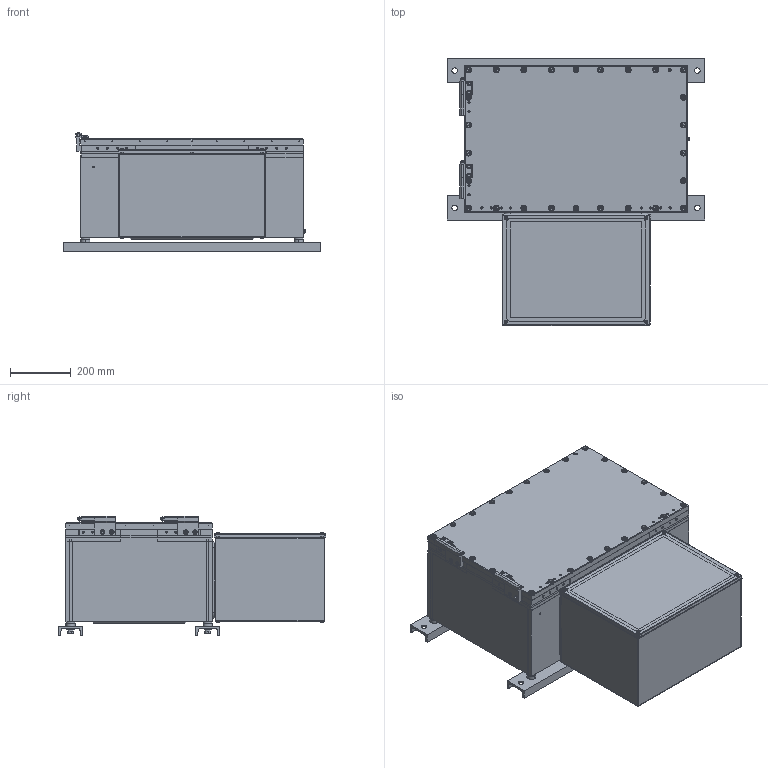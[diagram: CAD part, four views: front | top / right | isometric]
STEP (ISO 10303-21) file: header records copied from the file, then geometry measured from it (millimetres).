
FILE_DESCRIPTION (( 'STEP AP203' ), '1' );
FILE_NAME ('8264-_933-2_0_-8125-_307_B.STEP', '2014-09-15T13:39:44', ( '' ), ( '' ), 'SwSTEP 2.0', 'SolidWorks 2014', '' );
FILE_SCHEMA (( 'CONFIG_CONTROL_DESIGN' ));
Length unit declared in the file: millimetre
Products named in the file (32): 8125-_307-_; 81_257_70_04_6; 506_204_0_7; 128_M 6; 909-117484B-U80x30x846_U80x30x846; 81_257_01_05_6_30; 8264-_933-2_10_B_3d export; DIN EN ISO 1207 (DIN 84)_M6 x 10; 8264-_933-2_00 Rahmen; 8125_2756030_fuer Gehausegroesse 30; 81_259_62_10_0; ISO 4762 (DIN 912)_Standard M10 x 30; socket head cap screw_din_DIN 912 M12 x 20 --- 20N; 81_250_06_07_0_30; 125_M 12 A; 9021_6,4; 8264-_933-2_0_-8125-_307_B; 81_259_01_51_0; 127_M 12; 933_M 6 x 12; 509_642_0; 81_257_70_04_6_81_257_15_04_6; 82_649_03_26_0; 82_649_56_04_3_boden_20<Wie bearbeitet>; 509_642_0_1_montiert; 526_618_0; 82_649_05_26_0; 82_649_56_05_3; 504_778_0; 500_663_0_M 8 x 16; 82_649_04_55_0
Assembly tree (107 placements, depth 4):
  8264-_933-2_0_-8125-_307_B
    8264-_933-2_10_B_3d export
      82_649_56_04_3_boden_20<Wie bearbeitet>
      82_649_56_05_3
      82_649_04_55_0
      128_M 6  x7
      DIN EN ISO 1207 (DIN 84)_M6 x 10  x6
      ISO 4762 (DIN 912)_Standard M10 x 30  x26
      9021_6,4
      933_M 6 x 12
      82_649_03_26_0  x2
      82_649_05_26_0  x2
      500_663_0_M 8 x 16  x8
      506_204_0_7  x2
    81_259_62_10_0
    125_M 12 A  x4
    127_M 12  x4
    8125-_307-_
      81_257_70_04_6
        81_257_70_04_6_81_257_15_04_6
        526_618_0  x8
        504_778_0  x8
      81_250_06_07_0_30
        81_257_01_05_6_30
        8125_2756030_fuer Gehausegroesse 30
      81_259_01_51_0  x4
      509_642_0  x4
        509_642_0
        509_642_0_1_montiert
    8264-_933-2_00 Rahmen
      909-117484B-U80x30x846_U80x30x846  x2
    socket head cap screw_din_DIN 912 M12 x 20 --- 20N  x4
Bounding box: 846 x 876.75 x 392 mm (x, y, z)
Volume: 28156886.7 mm3; surface area: 6347751.5 mm2
Topology: 153 solids, 153 shells, 3343 faces, 7593 edges, 4548 vertices
Faces by surface type: plane 1351, cylinder 1084, cone 548, torus 320, sphere 24, bspline 16
Entity records: 52535 total; most frequent: CARTESIAN_POINT 9189, DIRECTION 8453, ORIENTED_EDGE 7342, EDGE_CURVE 3671, AXIS2_PLACEMENT_3D 3196, VERTEX_POINT 2312, LINE 2061, VECTOR 2061
